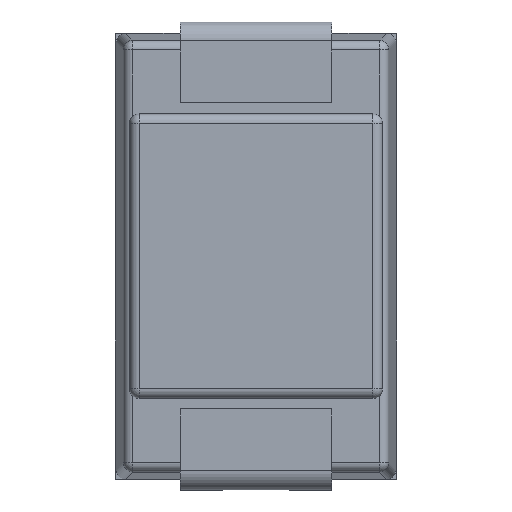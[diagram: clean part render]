
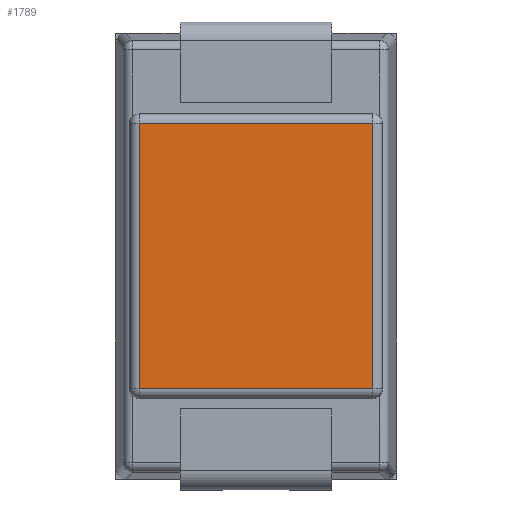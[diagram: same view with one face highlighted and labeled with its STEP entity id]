
A CAD part, top view. The second image highlights one B-rep face of the part: STEP entity #1789.
In plain terms, the highlighted planar face has unit normal (0, 0, 1).
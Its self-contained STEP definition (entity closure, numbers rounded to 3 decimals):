
#170=FACE_OUTER_BOUND('',#264,.T.);
#264=EDGE_LOOP('',(#1488,#1489,#1490,#1491));
#476=LINE('',#3776,#636);
#478=LINE('',#3784,#638);
#480=LINE('',#3792,#640);
#482=LINE('',#3803,#642);
#636=VECTOR('',#2301,10.);
#638=VECTOR('',#2309,10.);
#640=VECTOR('',#2317,10.);
#642=VECTOR('',#2331,10.);
#791=VERTEX_POINT('',#3773);
#792=VERTEX_POINT('',#3775);
#795=VERTEX_POINT('',#3783);
#798=VERTEX_POINT('',#3791);
#1013=EDGE_CURVE('',#791,#792,#476,.T.);
#1017=EDGE_CURVE('',#792,#795,#478,.T.);
#1021=EDGE_CURVE('',#795,#798,#480,.T.);
#1027=EDGE_CURVE('',#798,#791,#482,.T.);
#1488=ORIENTED_EDGE('',*,*,#1013,.F.);
#1489=ORIENTED_EDGE('',*,*,#1027,.F.);
#1490=ORIENTED_EDGE('',*,*,#1021,.F.);
#1491=ORIENTED_EDGE('',*,*,#1017,.F.);
#1614=PLANE('',#1939);
#1789=ADVANCED_FACE('',(#170),#1614,.T.);
#1939=AXIS2_PLACEMENT_3D('',#3839,#2362,#2363);
#2301=DIRECTION('',(0.,-1.,0.));
#2309=DIRECTION('',(-1.,0.,0.));
#2317=DIRECTION('',(0.,1.,0.));
#2331=DIRECTION('',(1.,0.,0.));
#2362=DIRECTION('center_axis',(0.,0.,1.));
#2363=DIRECTION('ref_axis',(1.,0.,0.));
#3773=CARTESIAN_POINT('',(1.85,2.1,1.56));
#3775=CARTESIAN_POINT('',(1.85,-2.1,1.56));
#3776=CARTESIAN_POINT('',(1.85,1.125,1.56));
#3783=CARTESIAN_POINT('',(-1.85,-2.1,1.56));
#3784=CARTESIAN_POINT('',(1.,-2.1,1.56));
#3791=CARTESIAN_POINT('',(-1.85,2.1,1.56));
#3792=CARTESIAN_POINT('',(-1.85,-1.125,1.56));
#3803=CARTESIAN_POINT('',(-1.,2.1,1.56));
#3839=CARTESIAN_POINT('Origin',(0.,0.,1.56));
